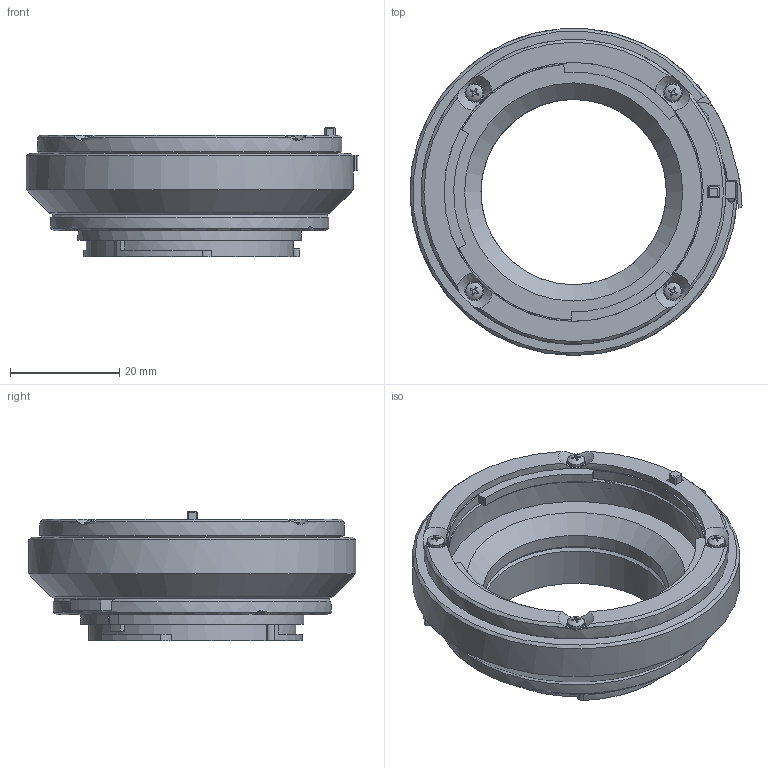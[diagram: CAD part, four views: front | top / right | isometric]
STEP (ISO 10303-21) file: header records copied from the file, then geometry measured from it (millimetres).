
FILE_DESCRIPTION(/* description */ (''),/* implementation_level */ '2;1');
FILE_NAME(/* name */ 'dumbBody_NIKF_PENF_assembly',/* time_stamp */ '2023-12-11T19:23:35-05:00',/* author */ ('George Moua'),/* organization */ ('Archive 663'),/* preprocessor_version */ 'ST-DEVELOPER v16.7',/* originating_system */ 'Solid Edge',/* authorisation */ 'Unknown');
FILE_SCHEMA (('AUTOMOTIVE_DESIGN {1 0 10303 214 3 1 1}'));
Length unit declared in the file: millimetre
Products named in the file (8): dumbAdapter_PENF; mountLensBase_lensLock_PENF; M1.6_panHead_5mm; mountLensDumbBody_PENF; dumbBody_NIKF_PENF; mountBodyBase_pinLock_nikonF; mountBodyBase_flange_nikonF; mountBodyBase_pin_nikonF
Assembly tree (14 placements, depth 2):
  dumbAdapter_PENF
    mountLensBase_lensLock_PENF
    M1.6_panHead_5mm  x8
    mountLensDumbBody_PENF
    dumbBody_NIKF_PENF
    mountBodyBase_pinLock_nikonF
    mountBodyBase_flange_nikonF
    mountBodyBase_pin_nikonF
Bounding box: 60.87 x 60 x 23.75 mm (x, y, z)
Volume: 21867.6 mm3; surface area: 14905.3 mm2
Topology: 22 solids, 22 shells, 527 faces, 1358 edges, 888 vertices
Faces by surface type: plane 288, cylinder 129, cone 61, bspline 23, torus 16, sphere 10
Full cylindrical faces by diameter (mm): 1.4 x8, 1.8 x8, 3.203 x8, 34 x2, 47 x1, 47.5 x1, 51 x1, 55.9 x1, 60 x1
Entity records: 13899 total; most frequent: CARTESIAN_POINT 6432, DIRECTION 1516, ORIENTED_EDGE 1450, EDGE_CURVE 725, AXIS2_PLACEMENT_3D 584, VERTEX_POINT 498, EDGE_LOOP 389, FACE_BOUND 389
